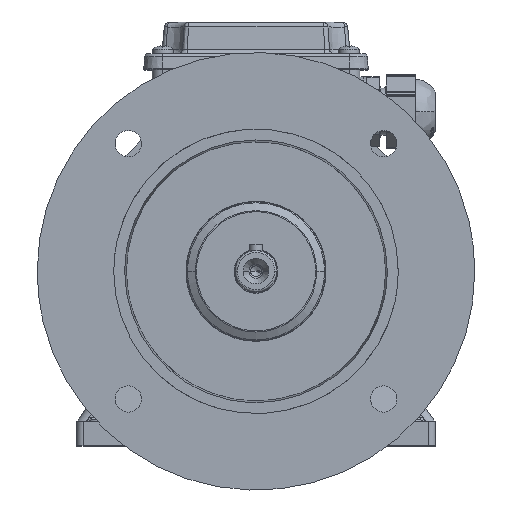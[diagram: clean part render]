
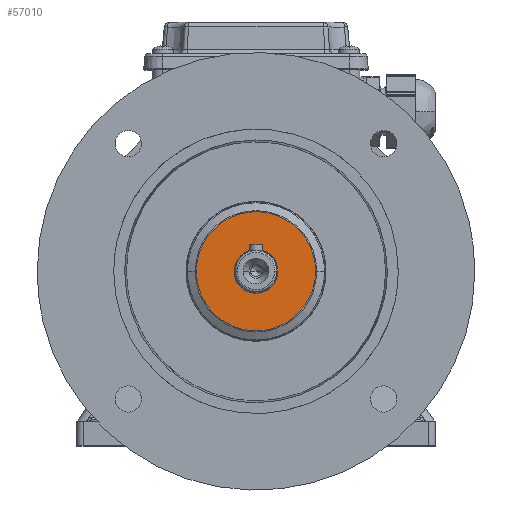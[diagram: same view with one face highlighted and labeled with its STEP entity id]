
A CAD part, top view. The second image highlights one B-rep face of the part: STEP entity #57010.
In plain terms, the highlighted planar face has unit normal (0, 0, 1).
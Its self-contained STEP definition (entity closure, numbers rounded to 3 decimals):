
#770 = CARTESIAN_POINT ( 'NONE',  ( -8.738, 5.036, 27. ) ) ;
#1696 = CARTESIAN_POINT ( 'NONE',  ( 0., -10., 27. ) ) ;
#3012 = VERTEX_POINT ( 'NONE', #150703 ) ;
#3421 = CARTESIAN_POINT ( 'NONE',  ( 10., 1.309, 27. ) ) ;
#5225 = ORIENTED_EDGE ( 'NONE', *, *, #62059, .F. ) ;
#6868 = EDGE_CURVE ( 'NONE', #67510, #40434, #13264, .T. ) ;
#9357 = ORIENTED_EDGE ( 'NONE', *, *, #153323, .F. ) ;
#10492 = CARTESIAN_POINT ( 'NONE',  ( 0., -10., 27. ) ) ;
#11268 = CARTESIAN_POINT ( 'NONE',  ( -7.997, 6.145, 27. ) ) ;
#13264 = B_SPLINE_CURVE_WITH_KNOTS ( 'NONE', 3,
 ( #135406, #3421, #20473, #116216, #67578, #45580, #69120, #115697, #55580, #32038 ),
 .UNSPECIFIED., .F., .F.,
 ( 4, 2, 2, 2, 4 ),
 ( 0., 0.25, 0.5, 0.75, 1. ),
 .UNSPECIFIED. ) ;
#14254 =( BOUNDED_CURVE ( )  B_SPLINE_CURVE ( 3, ( #55477, #66434, #150311, #150827 ),
 .UNSPECIFIED., .F., .F. ) 
 B_SPLINE_CURVE_WITH_KNOTS ( ( 4, 4 ),
 ( 0., 1. ),
 .UNSPECIFIED. ) 
 CURVE ( )  GEOMETRIC_REPRESENTATION_ITEM ( )  RATIONAL_B_SPLINE_CURVE ( ( 0.984, 0.328, 0.328, 0.984 ) ) 
 REPRESENTATION_ITEM ( '' )  );
#14796 = CARTESIAN_POINT ( 'NONE',  ( 10., 0., 27. ) ) ;
#17965 = EDGE_CURVE ( 'NONE', #67601, #67510, #37223, .T. ) ;
#18072 = ORIENTED_EDGE ( 'NONE', *, *, #6868, .F. ) ;
#19939 = AXIS2_PLACEMENT_3D ( 'NONE', #143733, #59395, #23807 ) ;
#20473 = CARTESIAN_POINT ( 'NONE',  ( 9.74, 2.617, 27. ) ) ;
#23807 = DIRECTION ( 'NONE',  ( 0., -1., 0. ) ) ;
#32038 = CARTESIAN_POINT ( 'NONE',  ( 0., 10., 27. ) ) ;
#34118 = CARTESIAN_POINT ( 'NONE',  ( -5.036, -8.738, 27. ) ) ;
#36571 = B_SPLINE_CURVE_WITH_KNOTS ( 'NONE', 3,
 ( #83997, #48470, #144282, #107016, #72485, #11268, #770, #143753, #86059, #98580 ),
 .UNSPECIFIED., .F., .F.,
 ( 4, 2, 2, 2, 4 ),
 ( 0., 0.25, 0.5, 0.75, 1. ),
 .UNSPECIFIED. ) ;
#37223 = B_SPLINE_CURVE_WITH_KNOTS ( 'NONE', 3,
 ( #1696, #125747, #127632, #53501, #95749, #73231, #150818, #128123, #63486, #14796 ),
 .UNSPECIFIED., .F., .F.,
 ( 4, 2, 2, 2, 4 ),
 ( 0., 0.25, 0.5, 0.75, 1. ),
 .UNSPECIFIED. ) ;
#38394 = ORIENTED_EDGE ( 'NONE', *, *, #126960, .F. ) ;
#40335 = EDGE_LOOP ( 'NONE', ( #5225, #38394 ) ) ;
#40434 = VERTEX_POINT ( 'NONE', #123013 ) ;
#42758 = VERTEX_POINT ( 'NONE', #100398 ) ;
#45139 = CARTESIAN_POINT ( 'NONE',  ( -9.74, -2.617, 27. ) ) ;
#45580 = CARTESIAN_POINT ( 'NONE',  ( 6.145, 7.997, 27. ) ) ;
#46380 = ORIENTED_EDGE ( 'NONE', *, *, #150466, .F. ) ;
#48470 = CARTESIAN_POINT ( 'NONE',  ( -1.309, 10., 27. ) ) ;
#53501 = CARTESIAN_POINT ( 'NONE',  ( 5.036, -8.738, 27. ) ) ;
#55477 = CARTESIAN_POINT ( 'NONE',  ( -27.232, 0., 27. ) ) ;
#55580 = CARTESIAN_POINT ( 'NONE',  ( 1.309, 10., 27. ) ) ;
#57010 = ADVANCED_FACE ( 'NONE', ( #69149, #84138 ), #60934, .F. ) ;
#57635 = CARTESIAN_POINT ( 'NONE',  ( -10., 0., 27. ) ) ;
#59395 = DIRECTION ( 'NONE',  ( 0., 0., -1. ) ) ;
#60934 = PLANE ( 'NONE',  #19939 ) ;
#62059 = EDGE_CURVE ( 'NONE', #42758, #114180, #121813, .T. ) ;
#63486 = CARTESIAN_POINT ( 'NONE',  ( 10., -1.309, 27. ) ) ;
#64992 = CARTESIAN_POINT ( 'NONE',  ( 27.232, -54.464, 27. ) ) ;
#66434 = CARTESIAN_POINT ( 'NONE',  ( -27.232, 54.464, 27. ) ) ;
#67510 = VERTEX_POINT ( 'NONE', #106246 ) ;
#67578 = CARTESIAN_POINT ( 'NONE',  ( 7.997, 6.145, 27. ) ) ;
#67601 = VERTEX_POINT ( 'NONE', #71209 ) ;
#69120 = CARTESIAN_POINT ( 'NONE',  ( 5.036, 8.738, 27. ) ) ;
#69149 = FACE_OUTER_BOUND ( 'NONE', #40335, .T. ) ;
#69671 = CARTESIAN_POINT ( 'NONE',  ( -10., -1.309, 27. ) ) ;
#71209 = CARTESIAN_POINT ( 'NONE',  ( 0., -10., 27. ) ) ;
#72485 = CARTESIAN_POINT ( 'NONE',  ( -6.145, 7.997, 27. ) ) ;
#73231 = CARTESIAN_POINT ( 'NONE',  ( 7.997, -6.145, 27. ) ) ;
#81202 = CARTESIAN_POINT ( 'NONE',  ( -1.309, -10., 27. ) ) ;
#82221 = CARTESIAN_POINT ( 'NONE',  ( -6.145, -7.997, 27. ) ) ;
#83997 = CARTESIAN_POINT ( 'NONE',  ( 0., 10., 27. ) ) ;
#84138 = FACE_BOUND ( 'NONE', #121789, .T. ) ;
#86059 = CARTESIAN_POINT ( 'NONE',  ( -10., 1.309, 27. ) ) ;
#91574 = B_SPLINE_CURVE_WITH_KNOTS ( 'NONE', 3,
 ( #57635, #69671, #45139, #128867, #104226, #82221, #34118, #93226, #81202, #10492 ),
 .UNSPECIFIED., .F., .F.,
 ( 4, 2, 2, 2, 4 ),
 ( 0., 0.25, 0.5, 0.75, 1. ),
 .UNSPECIFIED. ) ;
#93226 = CARTESIAN_POINT ( 'NONE',  ( -2.617, -9.74, 27. ) ) ;
#95749 = CARTESIAN_POINT ( 'NONE',  ( 6.145, -7.997, 27. ) ) ;
#98580 = CARTESIAN_POINT ( 'NONE',  ( -10., 0., 27. ) ) ;
#100022 = CARTESIAN_POINT ( 'NONE',  ( 27.232, 0., 27. ) ) ;
#100398 = CARTESIAN_POINT ( 'NONE',  ( 27.232, 0., 27. ) ) ;
#104226 = CARTESIAN_POINT ( 'NONE',  ( -7.997, -6.145, 27. ) ) ;
#106246 = CARTESIAN_POINT ( 'NONE',  ( 10., 0., 27. ) ) ;
#107016 = CARTESIAN_POINT ( 'NONE',  ( -5.036, 8.738, 27. ) ) ;
#112612 = CARTESIAN_POINT ( 'NONE',  ( -27.232, -54.464, 27. ) ) ;
#114180 = VERTEX_POINT ( 'NONE', #139157 ) ;
#115697 = CARTESIAN_POINT ( 'NONE',  ( 2.617, 9.74, 27. ) ) ;
#116216 = CARTESIAN_POINT ( 'NONE',  ( 8.738, 5.036, 27. ) ) ;
#121789 = EDGE_LOOP ( 'NONE', ( #124609, #46380, #9357, #18072 ) ) ;
#121813 =( BOUNDED_CURVE ( )  B_SPLINE_CURVE ( 3, ( #100022, #64992, #112612, #148315 ),
 .UNSPECIFIED., .F., .F. ) 
 B_SPLINE_CURVE_WITH_KNOTS ( ( 4, 4 ),
 ( 0., 1. ),
 .UNSPECIFIED. ) 
 CURVE ( )  GEOMETRIC_REPRESENTATION_ITEM ( )  RATIONAL_B_SPLINE_CURVE ( ( 0.984, 0.328, 0.328, 0.984 ) ) 
 REPRESENTATION_ITEM ( '' )  );
#123013 = CARTESIAN_POINT ( 'NONE',  ( 0., 10., 27. ) ) ;
#124609 = ORIENTED_EDGE ( 'NONE', *, *, #17965, .F. ) ;
#125747 = CARTESIAN_POINT ( 'NONE',  ( 1.309, -10., 27. ) ) ;
#126960 = EDGE_CURVE ( 'NONE', #114180, #42758, #14254, .T. ) ;
#127632 = CARTESIAN_POINT ( 'NONE',  ( 2.617, -9.74, 27. ) ) ;
#128123 = CARTESIAN_POINT ( 'NONE',  ( 9.74, -2.617, 27. ) ) ;
#128867 = CARTESIAN_POINT ( 'NONE',  ( -8.738, -5.036, 27. ) ) ;
#135406 = CARTESIAN_POINT ( 'NONE',  ( 10., 0., 27. ) ) ;
#139157 = CARTESIAN_POINT ( 'NONE',  ( -27.232, 0., 27. ) ) ;
#143733 = CARTESIAN_POINT ( 'NONE',  ( 27.559, -27.559, 27. ) ) ;
#143753 = CARTESIAN_POINT ( 'NONE',  ( -9.74, 2.617, 27. ) ) ;
#144282 = CARTESIAN_POINT ( 'NONE',  ( -2.617, 9.74, 27. ) ) ;
#148315 = CARTESIAN_POINT ( 'NONE',  ( -27.232, 0., 27. ) ) ;
#150311 = CARTESIAN_POINT ( 'NONE',  ( 27.232, 54.464, 27. ) ) ;
#150466 = EDGE_CURVE ( 'NONE', #3012, #67601, #91574, .T. ) ;
#150703 = CARTESIAN_POINT ( 'NONE',  ( -10., 0., 27. ) ) ;
#150818 = CARTESIAN_POINT ( 'NONE',  ( 8.738, -5.036, 27. ) ) ;
#150827 = CARTESIAN_POINT ( 'NONE',  ( 27.232, 0., 27. ) ) ;
#153323 = EDGE_CURVE ( 'NONE', #40434, #3012, #36571, .T. ) ;
